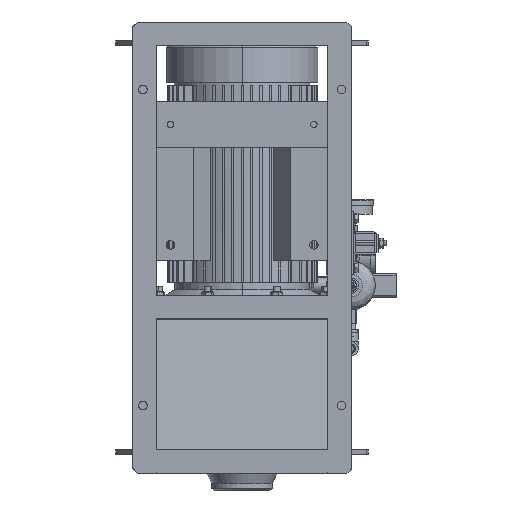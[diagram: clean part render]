
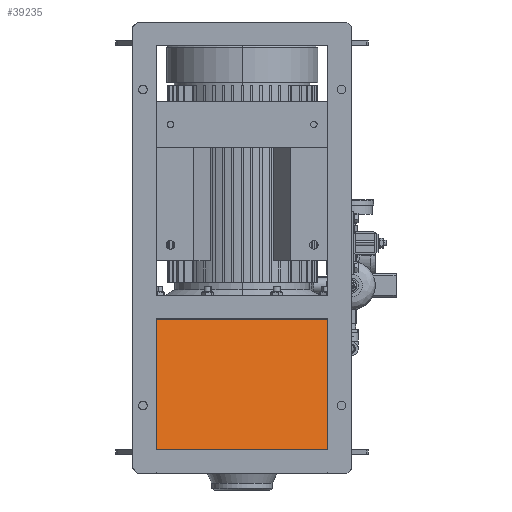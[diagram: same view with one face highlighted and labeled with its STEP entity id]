
A CAD part, front view. The second image highlights one B-rep face of the part: STEP entity #39235.
In plain terms, the highlighted planar face has unit normal (0, -0.982, 0.187).
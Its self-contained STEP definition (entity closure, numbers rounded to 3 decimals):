
#185 = VERTEX_POINT ( 'NONE', #40128 ) ;
#3284 = LINE ( 'NONE', #30754, #6082 ) ;
#3823 = VERTEX_POINT ( 'NONE', #58326 ) ;
#6082 = VECTOR ( 'NONE', #76587, 1000. ) ;
#6746 = AXIS2_PLACEMENT_3D ( 'NONE', #43509, #97510, #79612 ) ;
#9492 = LINE ( 'NONE', #87099, #101214 ) ;
#18319 = CARTESIAN_POINT ( 'NONE',  ( -190., -248.965, 192. ) ) ;
#21843 = EDGE_CURVE ( 'NONE', #185, #3823, #90825, .T. ) ;
#24178 = DIRECTION ( 'NONE',  ( 0., -0.187, -0.982 ) ) ;
#25507 = LINE ( 'NONE', #75129, #81141 ) ;
#28073 = VERTEX_POINT ( 'NONE', #92744 ) ;
#30754 = CARTESIAN_POINT ( 'NONE',  ( 190., -303.965, -97.437 ) ) ;
#34678 = FACE_OUTER_BOUND ( 'NONE', #101458, .T. ) ;
#35153 = DIRECTION ( 'NONE',  ( 0., -0.187, -0.982 ) ) ;
#39235 = ADVANCED_FACE ( 'NONE', ( #34678 ), #107240, .F. ) ;
#40128 = CARTESIAN_POINT ( 'NONE',  ( 190., -248.965, 192. ) ) ;
#41039 = VERTEX_POINT ( 'NONE', #18319 ) ;
#43509 = CARTESIAN_POINT ( 'NONE',  ( 190., -303.965, -97.437 ) ) ;
#49642 = ORIENTED_EDGE ( 'NONE', *, *, #21843, .F. ) ;
#58326 = CARTESIAN_POINT ( 'NONE',  ( 190., -303.965, -97.437 ) ) ;
#65411 = DIRECTION ( 'NONE',  ( -1., 0., 0. ) ) ;
#71671 = ORIENTED_EDGE ( 'NONE', *, *, #78082, .T. ) ;
#72093 = CARTESIAN_POINT ( 'NONE',  ( 190., -303.965, -97.437 ) ) ;
#75129 = CARTESIAN_POINT ( 'NONE',  ( 190., -248.965, 192. ) ) ;
#76587 = DIRECTION ( 'NONE',  ( -1., 0., 0. ) ) ;
#78082 = EDGE_CURVE ( 'NONE', #185, #41039, #25507, .T. ) ;
#79612 = DIRECTION ( 'NONE',  ( 0., 0.187, 0.982 ) ) ;
#81141 = VECTOR ( 'NONE', #65411, 1000. ) ;
#82256 = ORIENTED_EDGE ( 'NONE', *, *, #110811, .T. ) ;
#86347 = EDGE_CURVE ( 'NONE', #3823, #28073, #3284, .T. ) ;
#87099 = CARTESIAN_POINT ( 'NONE',  ( -190., -303.965, -97.437 ) ) ;
#90825 = LINE ( 'NONE', #72093, #96400 ) ;
#92744 = CARTESIAN_POINT ( 'NONE',  ( -190., -303.965, -97.437 ) ) ;
#96400 = VECTOR ( 'NONE', #35153, 1000. ) ;
#97510 = DIRECTION ( 'NONE',  ( 0., 0.982, -0.187 ) ) ;
#101214 = VECTOR ( 'NONE', #24178, 1000. ) ;
#101458 = EDGE_LOOP ( 'NONE', ( #71671, #82256, #114319, #49642 ) ) ;
#107240 = PLANE ( 'NONE',  #6746 ) ;
#110811 = EDGE_CURVE ( 'NONE', #41039, #28073, #9492, .T. ) ;
#114319 = ORIENTED_EDGE ( 'NONE', *, *, #86347, .F. ) ;
